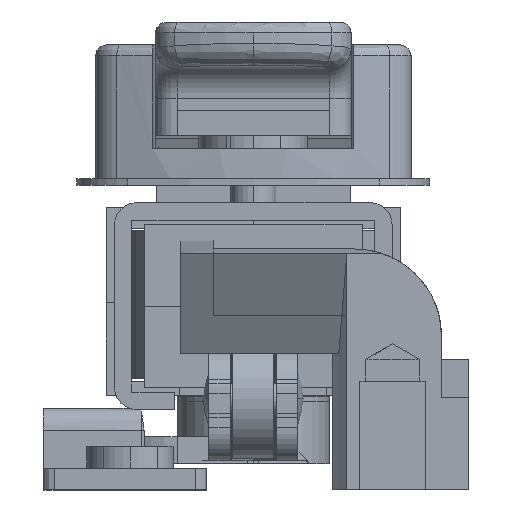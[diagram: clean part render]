
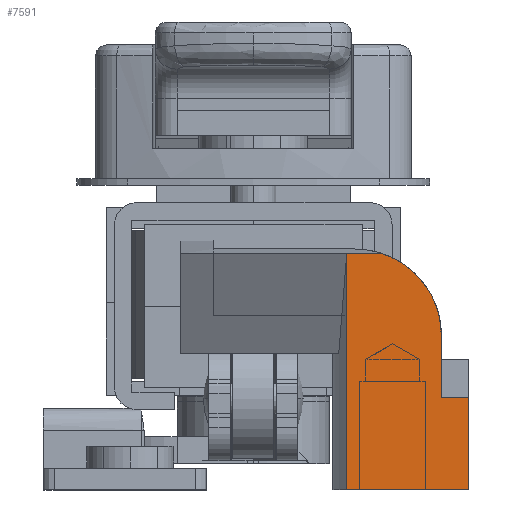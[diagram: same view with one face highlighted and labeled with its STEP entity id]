
A CAD part, front view. The second image highlights one B-rep face of the part: STEP entity #7591.
In plain terms, the highlighted face is planar.
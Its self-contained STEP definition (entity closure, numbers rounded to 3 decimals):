
#66 = LINE ( 'NONE', #13401, #12748 ) ;
#1612 = CARTESIAN_POINT ( 'NONE',  ( -16., -14.145, 2.5 ) ) ;
#1666 = DIRECTION ( 'NONE',  ( 0., 1., 0. ) ) ;
#1842 = EDGE_CURVE ( 'NONE', #13604, #3607, #21815, .T. ) ;
#1885 = VERTEX_POINT ( 'NONE', #4522 ) ;
#2304 = DIRECTION ( 'NONE',  ( -1., 0., 0. ) ) ;
#2677 = VERTEX_POINT ( 'NONE', #18923 ) ;
#2887 = DIRECTION ( 'NONE',  ( 0., 0., -1. ) ) ;
#2926 = ORIENTED_EDGE ( 'NONE', *, *, #1842, .T. ) ;
#3103 = EDGE_CURVE ( 'NONE', #13604, #1885, #14455, .T. ) ;
#3607 = VERTEX_POINT ( 'NONE', #10841 ) ;
#3906 = VERTEX_POINT ( 'NONE', #1612 ) ;
#3920 = EDGE_LOOP ( 'NONE', ( #10750, #19952, #19980, #2926, #18294, #17061, #24096 ) ) ;
#4077 = CARTESIAN_POINT ( 'NONE',  ( -16., -12.5, 11.212 ) ) ;
#4522 = CARTESIAN_POINT ( 'NONE',  ( -16., -21.712, 7.903 ) ) ;
#5382 = CARTESIAN_POINT ( 'NONE',  ( -16., 0., 26.5 ) ) ;
#7203 = FACE_OUTER_BOUND ( 'NONE', #3920, .T. ) ;
#7268 = EDGE_CURVE ( 'NONE', #3906, #1885, #10036, .T. ) ;
#7564 = VECTOR ( 'NONE', #2887, 1000. ) ;
#7591 = ADVANCED_FACE ( 'NONE', ( #7203 ), #17461, .F. ) ;
#7768 = EDGE_CURVE ( 'NONE', #3607, #2677, #14725, .T. ) ;
#9124 = VECTOR ( 'NONE', #17692, 1000. ) ;
#9283 = CARTESIAN_POINT ( 'NONE',  ( -16., -8.5, 0. ) ) ;
#10036 = CIRCLE ( 'NONE', #21337, 8. ) ;
#10402 = CARTESIAN_POINT ( 'NONE',  ( -16., -8.5, 2.5 ) ) ;
#10441 = CARTESIAN_POINT ( 'NONE',  ( -16., -14.145, 10.5 ) ) ;
#10499 = VERTEX_POINT ( 'NONE', #9283 ) ;
#10530 = DIRECTION ( 'NONE',  ( 0., 0., -1. ) ) ;
#10750 = ORIENTED_EDGE ( 'NONE', *, *, #16628, .F. ) ;
#10841 = CARTESIAN_POINT ( 'NONE',  ( -16., 0., 11.212 ) ) ;
#11137 = EDGE_CURVE ( 'NONE', #24162, #10499, #66, .T. ) ;
#11606 = VECTOR ( 'NONE', #1666, 1000. ) ;
#11653 = CARTESIAN_POINT ( 'NONE',  ( -16., -21.712, 26.5 ) ) ;
#12122 = CARTESIAN_POINT ( 'NONE',  ( -16., 0., 26.5 ) ) ;
#12748 = VECTOR ( 'NONE', #15533, 1000. ) ;
#13401 = CARTESIAN_POINT ( 'NONE',  ( -16., -8.5, 2.5 ) ) ;
#13604 = VERTEX_POINT ( 'NONE', #20121 ) ;
#14447 = LINE ( 'NONE', #17336, #9124 ) ;
#14455 = LINE ( 'NONE', #11653, #7564 ) ;
#14725 = LINE ( 'NONE', #12122, #17244 ) ;
#15258 = DIRECTION ( 'NONE',  ( 0., 0., -1. ) ) ;
#15533 = DIRECTION ( 'NONE',  ( 0., 0., -1. ) ) ;
#16391 = DIRECTION ( 'NONE',  ( 0., 0., -1. ) ) ;
#16628 = EDGE_CURVE ( 'NONE', #3906, #24162, #21739, .T. ) ;
#17061 = ORIENTED_EDGE ( 'NONE', *, *, #17225, .T. ) ;
#17225 = EDGE_CURVE ( 'NONE', #2677, #10499, #14447, .T. ) ;
#17244 = VECTOR ( 'NONE', #16391, 1000. ) ;
#17336 = CARTESIAN_POINT ( 'NONE',  ( -16., 0., 0. ) ) ;
#17461 = PLANE ( 'NONE',  #22875 ) ;
#17692 = DIRECTION ( 'NONE',  ( 0., -1., 0. ) ) ;
#18178 = DIRECTION ( 'NONE',  ( 0., 1., 0. ) ) ;
#18294 = ORIENTED_EDGE ( 'NONE', *, *, #7768, .T. ) ;
#18923 = CARTESIAN_POINT ( 'NONE',  ( -16., 0., 0. ) ) ;
#19509 = DIRECTION ( 'NONE',  ( 1., 0., 0. ) ) ;
#19952 = ORIENTED_EDGE ( 'NONE', *, *, #7268, .T. ) ;
#19980 = ORIENTED_EDGE ( 'NONE', *, *, #3103, .F. ) ;
#20121 = CARTESIAN_POINT ( 'NONE',  ( -16., -21.712, 11.212 ) ) ;
#20870 = VECTOR ( 'NONE', #18178, 1000. ) ;
#21337 = AXIS2_PLACEMENT_3D ( 'NONE', #10441, #2304, #10530 ) ;
#21739 = LINE ( 'NONE', #21757, #11606 ) ;
#21757 = CARTESIAN_POINT ( 'NONE',  ( -16., -8.5, 2.5 ) ) ;
#21815 = LINE ( 'NONE', #4077, #20870 ) ;
#22875 = AXIS2_PLACEMENT_3D ( 'NONE', #5382, #19509, #15258 ) ;
#24096 = ORIENTED_EDGE ( 'NONE', *, *, #11137, .F. ) ;
#24162 = VERTEX_POINT ( 'NONE', #10402 ) ;
